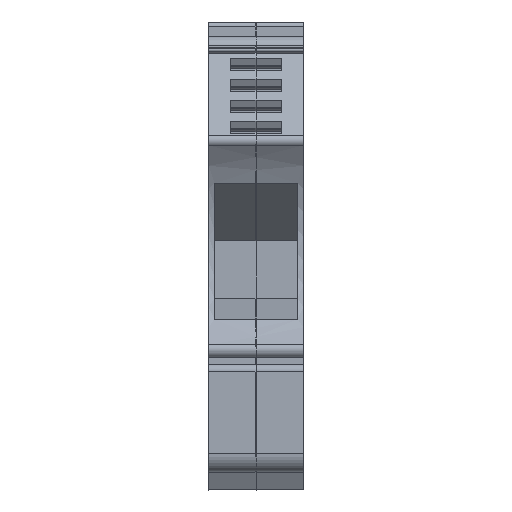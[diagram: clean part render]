
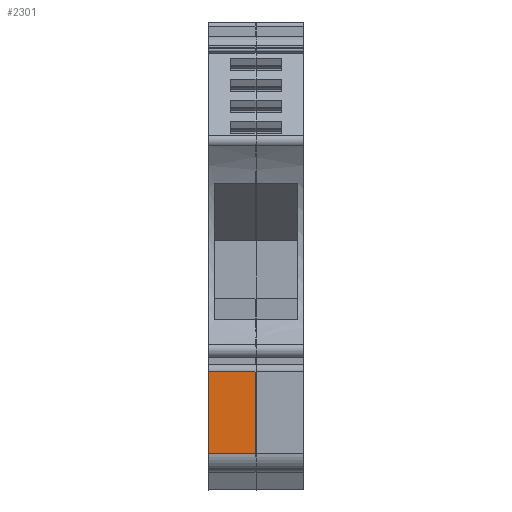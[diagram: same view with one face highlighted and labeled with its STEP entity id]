
A CAD part, front view. The second image highlights one B-rep face of the part: STEP entity #2301.
In plain terms, the highlighted planar face has unit normal (0, -1, 0).
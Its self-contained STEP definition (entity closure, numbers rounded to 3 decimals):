
#2293=AXIS2_PLACEMENT_3D('Plane Axis2P3D',#2290,#2291,#2292) ;
#168=CARTESIAN_POINT('Vertex',(4.95,0.,12.387)) ;
#171=CARTESIAN_POINT('Line Origine',(4.95,0.,8.091)) ;
#175=CARTESIAN_POINT('Vertex',(4.95,0.,3.796)) ;
#1632=CARTESIAN_POINT('Line Origine',(2.475,0.,3.796)) ;
#1636=CARTESIAN_POINT('Vertex',(0.,0.,3.796)) ;
#1656=CARTESIAN_POINT('Line Origine',(0.,0.,8.091)) ;
#1660=CARTESIAN_POINT('Vertex',(0.,0.,12.387)) ;
#2278=CARTESIAN_POINT('Line Origine',(2.475,0.,12.387)) ;
#2290=CARTESIAN_POINT('Axis2P3D Location',(4.95,0.,3.796)) ;
#172=DIRECTION('Vector Direction',(0.,0.,1.)) ;
#1633=DIRECTION('Vector Direction',(-1.,0.,0.)) ;
#1657=DIRECTION('Vector Direction',(0.,0.,1.)) ;
#2279=DIRECTION('Vector Direction',(-1.,0.,0.)) ;
#2291=DIRECTION('Axis2P3D Direction',(0.,-1.,0.)) ;
#2292=DIRECTION('Axis2P3D XDirection',(0.,0.,1.)) ;
#173=VECTOR('Line Direction',#172,1.) ;
#1634=VECTOR('Line Direction',#1633,1.) ;
#1658=VECTOR('Line Direction',#1657,1.) ;
#2280=VECTOR('Line Direction',#2279,1.) ;
#2296=ORIENTED_EDGE('',*,*,#1638,.F.) ;
#2297=ORIENTED_EDGE('',*,*,#177,.T.) ;
#2298=ORIENTED_EDGE('',*,*,#2282,.T.) ;
#2299=ORIENTED_EDGE('',*,*,#1662,.F.) ;
#2301=ADVANCED_FACE('32707_KLTR_RE_WPE_10-ZR.1\\Koerper.2',(#2300),#2294,.T.) ;
#177=EDGE_CURVE('',#176,#169,#174,.T.) ;
#1638=EDGE_CURVE('',#176,#1637,#1635,.T.) ;
#1662=EDGE_CURVE('',#1637,#1661,#1659,.T.) ;
#2282=EDGE_CURVE('',#169,#1661,#2281,.T.) ;
#2295=EDGE_LOOP('',(#2296,#2297,#2298,#2299)) ;
#2300=FACE_OUTER_BOUND('',#2295,.T.) ;
#174=LINE('Line',#171,#173) ;
#1635=LINE('Line',#1632,#1634) ;
#1659=LINE('Line',#1656,#1658) ;
#2281=LINE('Line',#2278,#2280) ;
#2294=PLANE('',#2293) ;
#169=VERTEX_POINT('',#168) ;
#176=VERTEX_POINT('',#175) ;
#1637=VERTEX_POINT('',#1636) ;
#1661=VERTEX_POINT('',#1660) ;
